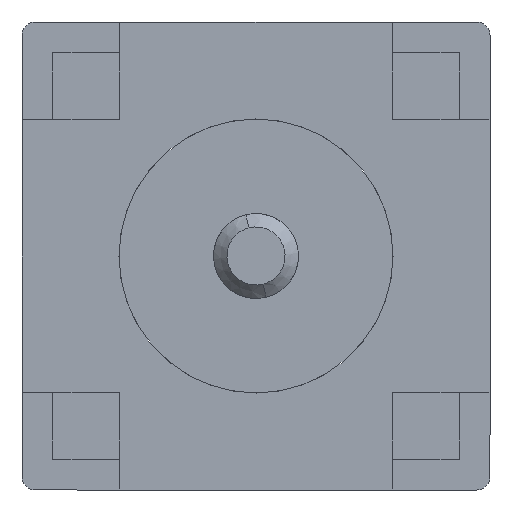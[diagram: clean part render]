
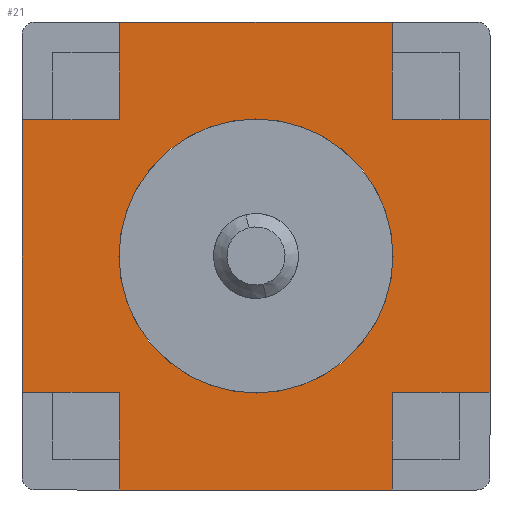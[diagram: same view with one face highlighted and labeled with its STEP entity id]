
A CAD part, front view. The second image highlights one B-rep face of the part: STEP entity #21.
In plain terms, the highlighted planar face has unit normal (0, -1, 0).
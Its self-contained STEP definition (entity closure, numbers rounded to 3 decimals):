
#21 = ADVANCED_FACE ( 'NONE', ( #10442, #6933 ), #14330, .T. ) ;
#66 = VECTOR ( 'NONE', #9146, 1000. ) ;
#105 = VERTEX_POINT ( 'NONE', #6010 ) ;
#195 = ORIENTED_EDGE ( 'NONE', *, *, #4960, .F. ) ;
#280 = EDGE_CURVE ( 'NONE', #3411, #105, #3962, .T. ) ;
#329 = DIRECTION ( 'NONE',  ( 0., 1., 0. ) ) ;
#428 = EDGE_CURVE ( 'NONE', #3497, #3411, #5476, .T. ) ;
#507 = EDGE_CURVE ( 'NONE', #13965, #105, #7102, .T. ) ;
#517 = EDGE_CURVE ( 'NONE', #13965, #14750, #10791, .T. ) ;
#592 = CARTESIAN_POINT ( 'NONE',  ( 2.77, 0.5, 2.04 ) ) ;
#766 = DIRECTION ( 'NONE',  ( -1., 0., 0. ) ) ;
#990 = CARTESIAN_POINT ( 'NONE',  ( 2.05, 0.5, 0. ) ) ;
#1351 = EDGE_CURVE ( 'NONE', #4566, #12247, #5245, .T. ) ;
#1391 = CIRCLE ( 'NONE', #5845, 2.05 ) ;
#1448 = VERTEX_POINT ( 'NONE', #13885 ) ;
#1513 = DIRECTION ( 'NONE',  ( 0., 0., 1. ) ) ;
#1550 = VECTOR ( 'NONE', #14279, 1000. ) ;
#1579 = DIRECTION ( 'NONE',  ( 1., 0., 0. ) ) ;
#1609 = CARTESIAN_POINT ( 'NONE',  ( -2.04, 0.5, 3.5 ) ) ;
#1658 = DIRECTION ( 'NONE',  ( 0., -1., 0. ) ) ;
#2030 = EDGE_CURVE ( 'NONE', #16054, #4716, #4072, .T. ) ;
#2212 = CARTESIAN_POINT ( 'NONE',  ( -2.77, 0.5, -2.04 ) ) ;
#2653 = DIRECTION ( 'NONE',  ( -1., 0., 0. ) ) ;
#3340 = VECTOR ( 'NONE', #766, 1000. ) ;
#3381 = LINE ( 'NONE', #14673, #15872 ) ;
#3396 = DIRECTION ( 'NONE',  ( 0., 0., 1. ) ) ;
#3411 = VERTEX_POINT ( 'NONE', #5796 ) ;
#3497 = VERTEX_POINT ( 'NONE', #8363 ) ;
#3517 = ORIENTED_EDGE ( 'NONE', *, *, #7392, .F. ) ;
#3962 = LINE ( 'NONE', #15091, #10234 ) ;
#4072 = LINE ( 'NONE', #12770, #8949 ) ;
#4185 = ORIENTED_EDGE ( 'NONE', *, *, #428, .T. ) ;
#4386 = EDGE_CURVE ( 'NONE', #4716, #12247, #3381, .T. ) ;
#4420 = ORIENTED_EDGE ( 'NONE', *, *, #11908, .T. ) ;
#4566 = VERTEX_POINT ( 'NONE', #6475 ) ;
#4716 = VERTEX_POINT ( 'NONE', #8357 ) ;
#4952 = EDGE_CURVE ( 'NONE', #14750, #16054, #10445, .T. ) ;
#4960 = EDGE_CURVE ( 'NONE', #3497, #13560, #11686, .T. ) ;
#5245 = LINE ( 'NONE', #8626, #14017 ) ;
#5394 = CARTESIAN_POINT ( 'NONE',  ( 0., 0.5, -3.5 ) ) ;
#5409 = EDGE_LOOP ( 'NONE', ( #11827, #4420 ) ) ;
#5452 = VECTOR ( 'NONE', #11231, 1000. ) ;
#5476 = LINE ( 'NONE', #5394, #1550 ) ;
#5664 = CARTESIAN_POINT ( 'NONE',  ( 0., 0.5, 0. ) ) ;
#5796 = CARTESIAN_POINT ( 'NONE',  ( 2.04, 0.5, -3.5 ) ) ;
#5845 = AXIS2_PLACEMENT_3D ( 'NONE', #5664, #329, #9040 ) ;
#5877 = CARTESIAN_POINT ( 'NONE',  ( 2.77, 0.5, -2.04 ) ) ;
#6010 = CARTESIAN_POINT ( 'NONE',  ( 2.04, 0.5, -2.04 ) ) ;
#6143 = LINE ( 'NONE', #2212, #5452 ) ;
#6312 = DIRECTION ( 'NONE',  ( 0., 1., 0. ) ) ;
#6319 = CIRCLE ( 'NONE', #13125, 2.05 ) ;
#6462 = ORIENTED_EDGE ( 'NONE', *, *, #2030, .T. ) ;
#6475 = CARTESIAN_POINT ( 'NONE',  ( -2.04, 0.5, 2.04 ) ) ;
#6522 = ORIENTED_EDGE ( 'NONE', *, *, #280, .T. ) ;
#6584 = ORIENTED_EDGE ( 'NONE', *, *, #10373, .T. ) ;
#6602 = DIRECTION ( 'NONE',  ( -1., 0., 0. ) ) ;
#6933 = FACE_OUTER_BOUND ( 'NONE', #16164, .T. ) ;
#7003 = ORIENTED_EDGE ( 'NONE', *, *, #4952, .T. ) ;
#7028 = VECTOR ( 'NONE', #3396, 1000. ) ;
#7102 = LINE ( 'NONE', #5877, #3340 ) ;
#7392 = EDGE_CURVE ( 'NONE', #13560, #1448, #6143, .T. ) ;
#7417 = CARTESIAN_POINT ( 'NONE',  ( -2.04, 0.5, -2.04 ) ) ;
#7474 = DIRECTION ( 'NONE',  ( 0., 0., 1. ) ) ;
#7644 = ORIENTED_EDGE ( 'NONE', *, *, #1351, .F. ) ;
#7682 = DIRECTION ( 'NONE',  ( 0., 0., -1. ) ) ;
#8357 = CARTESIAN_POINT ( 'NONE',  ( 2.04, 0.5, 3.5 ) ) ;
#8363 = CARTESIAN_POINT ( 'NONE',  ( -2.04, 0.5, -3.5 ) ) ;
#8427 = DIRECTION ( 'NONE',  ( -1., 0., 0. ) ) ;
#8469 = ORIENTED_EDGE ( 'NONE', *, *, #507, .F. ) ;
#8533 = VERTEX_POINT ( 'NONE', #12059 ) ;
#8626 = CARTESIAN_POINT ( 'NONE',  ( -2.04, 0.5, 2.77 ) ) ;
#8690 = EDGE_CURVE ( 'NONE', #8533, #1448, #12670, .T. ) ;
#8763 = CARTESIAN_POINT ( 'NONE',  ( 2.04, 0.5, 2.04 ) ) ;
#8949 = VECTOR ( 'NONE', #1513, 1000. ) ;
#8951 = ORIENTED_EDGE ( 'NONE', *, *, #8690, .T. ) ;
#9040 = DIRECTION ( 'NONE',  ( 1., 0., 0. ) ) ;
#9146 = DIRECTION ( 'NONE',  ( 0., 0., 1. ) ) ;
#9951 = ORIENTED_EDGE ( 'NONE', *, *, #4386, .T. ) ;
#10197 = DIRECTION ( 'NONE',  ( 0., 0., 1. ) ) ;
#10234 = VECTOR ( 'NONE', #10197, 1000. ) ;
#10288 = CARTESIAN_POINT ( 'NONE',  ( -3.5, 0.5, 0. ) ) ;
#10373 = EDGE_CURVE ( 'NONE', #4566, #8533, #13837, .T. ) ;
#10442 = FACE_BOUND ( 'NONE', #5409, .T. ) ;
#10445 = LINE ( 'NONE', #592, #16114 ) ;
#10560 = VECTOR ( 'NONE', #2653, 1000. ) ;
#10624 = VERTEX_POINT ( 'NONE', #14441 ) ;
#10791 = LINE ( 'NONE', #15846, #7028 ) ;
#10909 = VERTEX_POINT ( 'NONE', #990 ) ;
#11141 = CARTESIAN_POINT ( 'NONE',  ( 3.5, 0.5, 2.04 ) ) ;
#11231 = DIRECTION ( 'NONE',  ( -1., 0., 0. ) ) ;
#11321 = DIRECTION ( 'NONE',  ( 1., 0., 0. ) ) ;
#11518 = VECTOR ( 'NONE', #7682, 1000. ) ;
#11686 = LINE ( 'NONE', #14093, #66 ) ;
#11827 = ORIENTED_EDGE ( 'NONE', *, *, #12950, .T. ) ;
#11908 = EDGE_CURVE ( 'NONE', #10624, #10909, #1391, .T. ) ;
#11979 = ORIENTED_EDGE ( 'NONE', *, *, #517, .T. ) ;
#12059 = CARTESIAN_POINT ( 'NONE',  ( -3.5, 0.5, 2.04 ) ) ;
#12247 = VERTEX_POINT ( 'NONE', #1609 ) ;
#12559 = CARTESIAN_POINT ( 'NONE',  ( 0., 0.5, 0. ) ) ;
#12670 = LINE ( 'NONE', #10288, #11518 ) ;
#12770 = CARTESIAN_POINT ( 'NONE',  ( 2.04, 0.5, 2.77 ) ) ;
#12891 = CARTESIAN_POINT ( 'NONE',  ( -2.77, 0.5, 2.04 ) ) ;
#12950 = EDGE_CURVE ( 'NONE', #10909, #10624, #6319, .T. ) ;
#13125 = AXIS2_PLACEMENT_3D ( 'NONE', #12559, #6312, #11321 ) ;
#13560 = VERTEX_POINT ( 'NONE', #7417 ) ;
#13816 = CARTESIAN_POINT ( 'NONE',  ( 3.5, 0.5, -2.04 ) ) ;
#13837 = LINE ( 'NONE', #12891, #10560 ) ;
#13885 = CARTESIAN_POINT ( 'NONE',  ( -3.5, 0.5, -2.04 ) ) ;
#13965 = VERTEX_POINT ( 'NONE', #13816 ) ;
#14017 = VECTOR ( 'NONE', #7474, 1000. ) ;
#14093 = CARTESIAN_POINT ( 'NONE',  ( -2.04, 0.5, -2.77 ) ) ;
#14247 = CARTESIAN_POINT ( 'NONE',  ( 0., 0.5, 0. ) ) ;
#14279 = DIRECTION ( 'NONE',  ( 1., 0., 0. ) ) ;
#14330 = PLANE ( 'NONE',  #14779 ) ;
#14441 = CARTESIAN_POINT ( 'NONE',  ( -2.05, 0.5, 0. ) ) ;
#14673 = CARTESIAN_POINT ( 'NONE',  ( 0., 0.5, 3.5 ) ) ;
#14750 = VERTEX_POINT ( 'NONE', #11141 ) ;
#14779 = AXIS2_PLACEMENT_3D ( 'NONE', #14247, #1658, #1579 ) ;
#15091 = CARTESIAN_POINT ( 'NONE',  ( 2.04, 0.5, -2.77 ) ) ;
#15846 = CARTESIAN_POINT ( 'NONE',  ( 3.5, 0.5, 0. ) ) ;
#15872 = VECTOR ( 'NONE', #8427, 1000. ) ;
#16054 = VERTEX_POINT ( 'NONE', #8763 ) ;
#16114 = VECTOR ( 'NONE', #6602, 1000. ) ;
#16164 = EDGE_LOOP ( 'NONE', ( #6462, #9951, #7644, #6584, #8951, #3517, #195, #4185, #6522, #8469, #11979, #7003 ) ) ;
